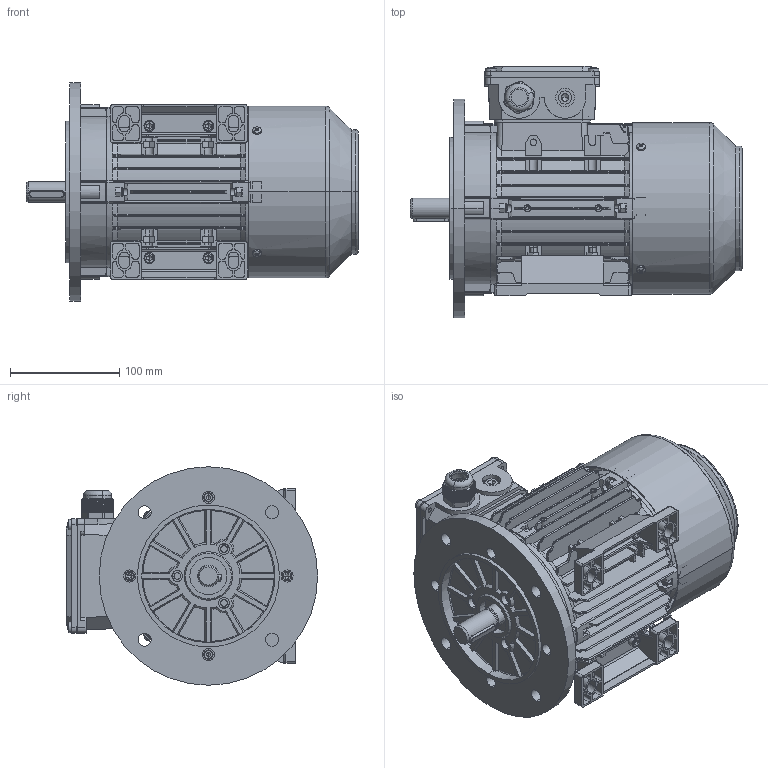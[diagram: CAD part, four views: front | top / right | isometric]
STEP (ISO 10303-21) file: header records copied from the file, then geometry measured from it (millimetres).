
FILE_DESCRIPTION (( 'STEP AP203' ), '1' );
FILE_NAME ('T80 B35(源樓酗).STEP', '2018-01-17T02:52:29', ( 'Users' ), ( 'Microsoft' ), 'SwSTEP 2.0', 'SolidWorks 2008', '' );
FILE_SCHEMA (( 'CONFIG_CONTROL_DESIGN' ));
Products named in the file (18): 80-100出线螺套_默认; 风叶_默认; Cross recessed thread forming screws GB_GB_CROSS_SCREWS_TYPE138 M4X12-N; Hexagon nuts grade C GB_GB_FASTENER_NUT_SNC1 M6-N; 新接线盒座80-100_默认; T80 B35(源樓酗); T80机壳_默认; T80底脚_默认; TA80风罩（加长）_默认; TA80转轴（加长）_默认; TA80加深后盖1_默认; Hexagon socket head cap screws GB_GB_FASTENER_SCREWS_HSHCS M5X25-N; Hexagon nuts grade C GB_GB_FASTENER_NUT_SNC1 M5-N; Plain parallel keys_GB_CONNECTING_PIECE_KEYS_CSK 6X32; Hexagon socket head cap screws GB_GB_FASTENER_SCREWS_HSHCS M6X20-N; 新接线盒盖80-100_默认; Cross recessed thread forming screws GB_GB_CROSS_SCREWS_TYPE138 M5X12-N; TA80 B5端盖1_默认
Assembly tree (44 placements, depth 2):
  T80 B35(源樓酗)
    Hexagon nuts grade C GB_GB_FASTENER_NUT_SNC1 M5-N  x8
    Hexagon socket head cap screws GB_GB_FASTENER_SCREWS_HSHCS M5X25-N  x8
    T80底脚_默认  x2
    Cross recessed thread forming screws GB_GB_CROSS_SCREWS_TYPE138 M4X12-N  x4
    Hexagon socket head cap screws GB_GB_FASTENER_SCREWS_HSHCS M6X20-N  x4
    Cross recessed thread forming screws GB_GB_CROSS_SCREWS_TYPE138 M5X12-N  x4
    TA80风罩（加长）_默认
    TA80转轴（加长）_默认
    Plain parallel keys_GB_CONNECTING_PIECE_KEYS_CSK 6X32
    Hexagon nuts grade C GB_GB_FASTENER_NUT_SNC1 M6-N  x4
    80-100出线螺套_默认
    TA80 B5端盖1_默认
    TA80加深后盖1_默认
    新接线盒座80-100_默认
    T80机壳_默认
    风叶_默认
    新接线盒盖80-100_默认
Bounding box: 304 x 230 x 200 mm (x, y, z)
Volume: 1059010.2 mm3; surface area: 724630.5 mm2
Topology: 44 solids, 44 shells, 4174 faces, 10895 edges, 6874 vertices
Faces by surface type: plane 2218, cylinder 1091, cone 335, bspline 238, torus 176, sphere 116
Entity records: 119963 total; most frequent: CARTESIAN_POINT 33739, ORIENTED_EDGE 18312, DIRECTION 16332, EDGE_CURVE 9156, VERTEX_POINT 5826, AXIS2_PLACEMENT_3D 5622, LINE 5088, VECTOR 5088
